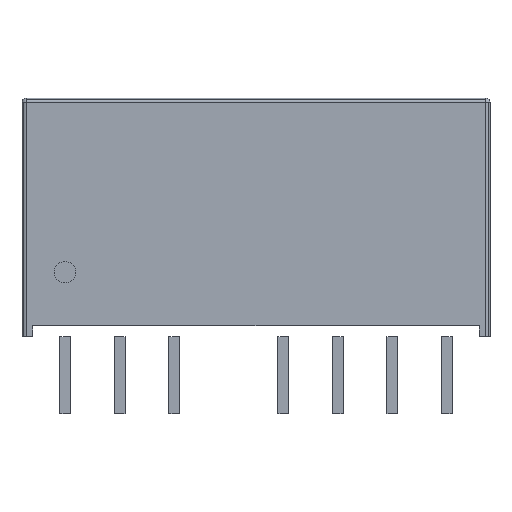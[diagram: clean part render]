
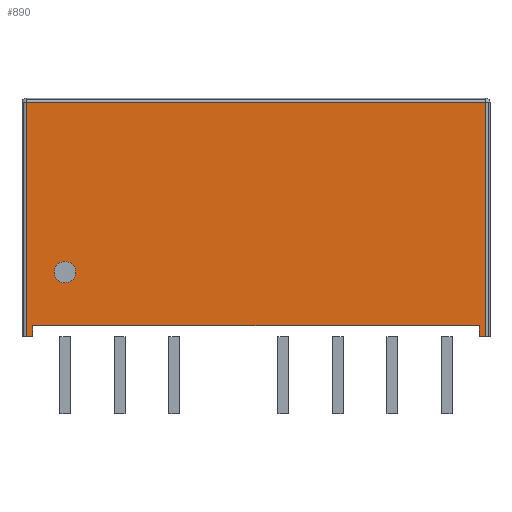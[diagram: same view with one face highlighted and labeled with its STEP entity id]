
A CAD part, front view. The second image highlights one B-rep face of the part: STEP entity #890.
In plain terms, the highlighted planar face has unit normal (0, -1, 0).
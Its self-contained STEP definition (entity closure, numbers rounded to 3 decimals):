
#220=CARTESIAN_POINT('',(-10.7,-4.6,0.0));
#221=VERTEX_POINT('',#220);
#229=CARTESIAN_POINT('',(-10.7,-4.6,10.9));
#230=VERTEX_POINT('',#229);
#231=CARTESIAN_POINT('',(-10.7,-4.6,0.0));
#232=DIRECTION('',(0.0,0.0,1.0));
#233=VECTOR('',#232,10.9);
#234=LINE('',#231,#233);
#235=EDGE_CURVE('',#221,#230,#234,.T.);
#498=CARTESIAN_POINT('',(-8.4,-4.6,3.0));
#499=VERTEX_POINT('',#498);
#515=CARTESIAN_POINT('',(-9.4,-4.6,3.0));
#516=VERTEX_POINT('',#515);
#523=CARTESIAN_POINT('',(-8.9,-4.6,3.0));
#524=DIRECTION('',(0.0,1.0,0.0));
#525=DIRECTION('',(1.0,0.0,0.0));
#526=AXIS2_PLACEMENT_3D('',#523,#524,#525);
#527=CIRCLE('',#526,0.5);
#528=EDGE_CURVE('',#499,#516,#527,.T.);
#539=CARTESIAN_POINT('',(-8.9,-4.6,3.0));
#540=DIRECTION('',(0.0,1.0,0.0));
#541=DIRECTION('',(1.0,0.0,0.0));
#542=AXIS2_PLACEMENT_3D('',#539,#540,#541);
#543=CIRCLE('',#542,0.5);
#544=EDGE_CURVE('',#516,#499,#543,.T.);
#693=CARTESIAN_POINT('',(10.7,-4.6,10.9));
#694=VERTEX_POINT('',#693);
#695=CARTESIAN_POINT('',(-10.7,-4.6,10.9));
#696=DIRECTION('',(1.0,0.0,0.0));
#697=VECTOR('',#696,21.4);
#698=LINE('',#695,#697);
#699=EDGE_CURVE('',#230,#694,#698,.T.);
#820=CARTESIAN_POINT('',(10.7,-4.6,0.0));
#821=VERTEX_POINT('',#820);
#822=CARTESIAN_POINT('',(10.7,-4.6,0.0));
#823=DIRECTION('',(0.0,0.0,1.0));
#824=VECTOR('',#823,10.9);
#825=LINE('',#822,#824);
#826=EDGE_CURVE('',#821,#694,#825,.T.);
#838=CARTESIAN_POINT('',(10.7,-4.6,0.0));
#839=DIRECTION('',(0.0,-1.0,0.0));
#840=DIRECTION('',(0.0,0.0,-1.0));
#841=AXIS2_PLACEMENT_3D('',#838,#839,#840);
#842=PLANE('',#841);
#843=ORIENTED_EDGE('',*,*,#699,.F.);
#844=ORIENTED_EDGE('',*,*,#235,.F.);
#845=CARTESIAN_POINT('',(-10.4,-4.6,0.0));
#846=VERTEX_POINT('',#845);
#847=CARTESIAN_POINT('',(-10.7,-4.6,0.0));
#848=DIRECTION('',(1.0,0.0,0.0));
#849=VECTOR('',#848,0.3);
#850=LINE('',#847,#849);
#851=EDGE_CURVE('',#221,#846,#850,.T.);
#852=ORIENTED_EDGE('',*,*,#851,.T.);
#853=CARTESIAN_POINT('',(-10.4,-4.6,0.5));
#854=VERTEX_POINT('',#853);
#855=CARTESIAN_POINT('',(-10.4,-4.6,0.0));
#856=DIRECTION('',(0.0,0.0,1.0));
#857=VECTOR('',#856,0.5);
#858=LINE('',#855,#857);
#859=EDGE_CURVE('',#846,#854,#858,.T.);
#860=ORIENTED_EDGE('',*,*,#859,.T.);
#861=CARTESIAN_POINT('',(10.4,-4.6,0.5));
#862=VERTEX_POINT('',#861);
#863=CARTESIAN_POINT('',(-10.4,-4.6,0.5));
#864=DIRECTION('',(1.0,0.0,0.0));
#865=VECTOR('',#864,20.8);
#866=LINE('',#863,#865);
#867=EDGE_CURVE('',#854,#862,#866,.T.);
#868=ORIENTED_EDGE('',*,*,#867,.T.);
#869=CARTESIAN_POINT('',(10.4,-4.6,0.0));
#870=VERTEX_POINT('',#869);
#871=CARTESIAN_POINT('',(10.4,-4.6,0.5));
#872=DIRECTION('',(0.0,0.0,-1.0));
#873=VECTOR('',#872,0.5);
#874=LINE('',#871,#873);
#875=EDGE_CURVE('',#862,#870,#874,.T.);
#876=ORIENTED_EDGE('',*,*,#875,.T.);
#877=CARTESIAN_POINT('',(10.4,-4.6,0.0));
#878=DIRECTION('',(1.0,0.0,0.0));
#879=VECTOR('',#878,0.3);
#880=LINE('',#877,#879);
#881=EDGE_CURVE('',#870,#821,#880,.T.);
#882=ORIENTED_EDGE('',*,*,#881,.T.);
#883=ORIENTED_EDGE('',*,*,#826,.T.);
#884=EDGE_LOOP('',(#843,#844,#852,#860,#868,#876,#882,#883));
#885=FACE_OUTER_BOUND('',#884,.T.);
#886=ORIENTED_EDGE('',*,*,#528,.T.);
#887=ORIENTED_EDGE('',*,*,#544,.T.);
#888=EDGE_LOOP('',(#886,#887));
#889=FACE_BOUND('',#888,.T.);
#890=ADVANCED_FACE('',(#885,#889),#842,.T.);
